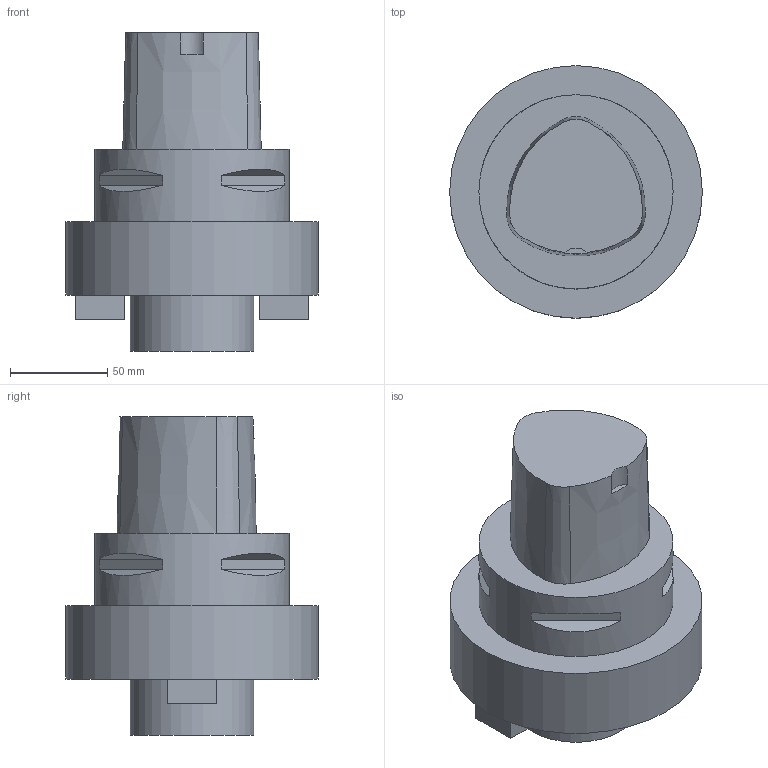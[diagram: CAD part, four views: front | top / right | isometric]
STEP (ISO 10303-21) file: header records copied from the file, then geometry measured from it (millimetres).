
FILE_DESCRIPTION(/* description */ ('3-D model version:1'),/* implementation_level */ '2;1');
FILE_NAME(/* name */ 'C10-A391.05-63075',/* time_stamp */ '2016-12-02T13:55:20',/* author */ ('InteractiveCad'),/* organization */ ('AB Sandvik Coromant'),/* preprocessor_version */ 'ST-DEVELOPER v11',/* originating_system */ 'SIEMENS UGS NX 6.0',/* authorization */ '');
FILE_SCHEMA(('AUTOMOTIVE_DESIGN'));
Length unit declared in the file: millimetre
Products named in the file (1): NX_C10_A391_05_63075_SIM
Bounding box: 130 x 130 x 164 mm (x, y, z)
Volume: 1114568.2 mm3; surface area: 77733.8 mm2
Topology: 1 solids, 1 shells, 46 faces, 93 edges, 62 vertices
Faces by surface type: plane 32, cylinder 8, cone 6
Full cylindrical faces by diameter (mm): 16 x4, 63.5 x1, 100 x1, 130 x1
Entity records: 1280 total; most frequent: DIRECTION 222, CARTESIAN_POINT 204, ORIENTED_EDGE 172, AXIS2_PLACEMENT_3D 88, EDGE_CURVE 86, EDGE_LOOP 66, VERTEX_POINT 62, LINE 46
